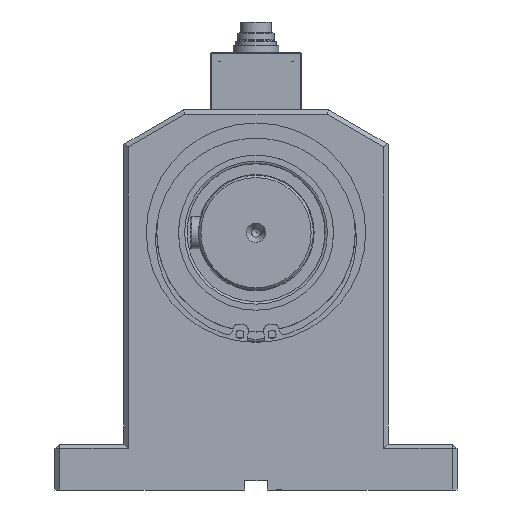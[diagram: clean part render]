
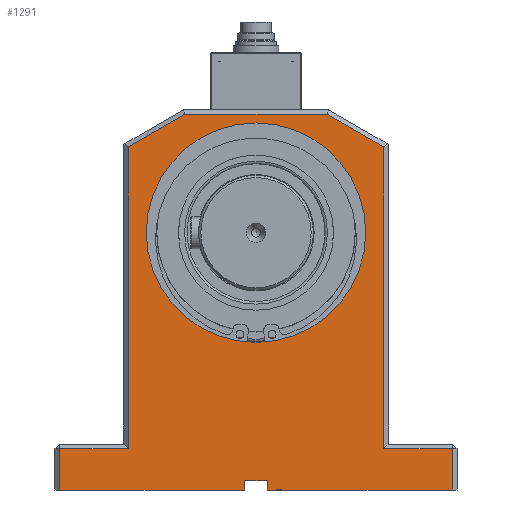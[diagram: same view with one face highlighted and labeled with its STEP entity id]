
A CAD part, front view. The second image highlights one B-rep face of the part: STEP entity #1291.
In plain terms, the highlighted planar face has unit normal (0, -1, 0).
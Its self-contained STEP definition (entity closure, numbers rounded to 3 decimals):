
#1291 = ADVANCED_FACE( '', ( #2622, #2623 ), #2624, .T. );
#2622 = FACE_OUTER_BOUND( '', #4397, .T. );
#2623 = FACE_BOUND( '', #4398, .T. );
#2624 = PLANE( '', #4399 );
#4397 = EDGE_LOOP( '', ( #6515, #6516, #6517, #6518, #6519, #6520, #6521, #6522, #6523, #6524, #6525, #6526, #6527, #6528 ) );
#4398 = EDGE_LOOP( '', ( #6529 ) );
#4399 = AXIS2_PLACEMENT_3D( '', #6530, #6531, #6532 );
#6515 = ORIENTED_EDGE( '', *, *, #9495, .F. );
#6516 = ORIENTED_EDGE( '', *, *, #9104, .T. );
#6517 = ORIENTED_EDGE( '', *, *, #9426, .T. );
#6518 = ORIENTED_EDGE( '', *, *, #9165, .T. );
#6519 = ORIENTED_EDGE( '', *, *, #9496, .T. );
#6520 = ORIENTED_EDGE( '', *, *, #9497, .T. );
#6521 = ORIENTED_EDGE( '', *, *, #9498, .T. );
#6522 = ORIENTED_EDGE( '', *, *, #9350, .T. );
#6523 = ORIENTED_EDGE( '', *, *, #9499, .T. );
#6524 = ORIENTED_EDGE( '', *, *, #9500, .T. );
#6525 = ORIENTED_EDGE( '', *, *, #9501, .F. );
#6526 = ORIENTED_EDGE( '', *, *, #9502, .F. );
#6527 = ORIENTED_EDGE( '', *, *, #9503, .F. );
#6528 = ORIENTED_EDGE( '', *, *, #9504, .F. );
#6529 = ORIENTED_EDGE( '', *, *, #9505, .T. );
#6530 = CARTESIAN_POINT( '', ( 135.823, 0., 201.584 ) );
#6531 = DIRECTION( '', ( 0., -1., 0. ) );
#6532 = DIRECTION( '', ( 0., 0., -1. ) );
#9104 = EDGE_CURVE( '', #10342, #10339, #10343, .T. );
#9165 = EDGE_CURVE( '', #10439, #10444, #10446, .T. );
#9350 = EDGE_CURVE( '', #10743, #10748, #10750, .T. );
#9426 = EDGE_CURVE( '', #10339, #10439, #10875, .T. );
#9495 = EDGE_CURVE( '', #10342, #10986, #10987, .T. );
#9496 = EDGE_CURVE( '', #10444, #10988, #10989, .T. );
#9497 = EDGE_CURVE( '', #10988, #10990, #10991, .T. );
#9498 = EDGE_CURVE( '', #10990, #10743, #10992, .T. );
#9499 = EDGE_CURVE( '', #10748, #10993, #10994, .T. );
#9500 = EDGE_CURVE( '', #10993, #10995, #10996, .T. );
#9501 = EDGE_CURVE( '', #10997, #10995, #10998, .T. );
#9502 = EDGE_CURVE( '', #10999, #10997, #11000, .T. );
#9503 = EDGE_CURVE( '', #11001, #10999, #11002, .T. );
#9504 = EDGE_CURVE( '', #10986, #11001, #11003, .T. );
#9505 = EDGE_CURVE( '', #11004, #11004, #11005, .T. );
#10339 = VERTEX_POINT( '', #12127 );
#10342 = VERTEX_POINT( '', #12131 );
#10343 = LINE( '', #12132, #12133 );
#10439 = VERTEX_POINT( '', #12248 );
#10444 = VERTEX_POINT( '', #12255 );
#10446 = LINE( '', #12258, #12259 );
#10743 = VERTEX_POINT( '', #12672 );
#10748 = VERTEX_POINT( '', #12679 );
#10750 = LINE( '', #12682, #12683 );
#10875 = LINE( '', #12830, #12831 );
#10986 = VERTEX_POINT( '', #12972 );
#10987 = LINE( '', #12973, #12974 );
#10988 = VERTEX_POINT( '', #12975 );
#10989 = LINE( '', #12976, #12977 );
#10990 = VERTEX_POINT( '', #12978 );
#10991 = LINE( '', #12979, #12980 );
#10992 = LINE( '', #12981, #12982 );
#10993 = VERTEX_POINT( '', #12983 );
#10994 = LINE( '', #12984, #12985 );
#10995 = VERTEX_POINT( '', #12986 );
#10996 = LINE( '', #12987, #12988 );
#10997 = VERTEX_POINT( '', #12989 );
#10998 = LINE( '', #12990, #12991 );
#10999 = VERTEX_POINT( '', #12992 );
#11000 = LINE( '', #12993, #12994 );
#11001 = VERTEX_POINT( '', #12995 );
#11002 = LINE( '', #12996, #12997 );
#11003 = LINE( '', #12998, #12999 );
#11004 = VERTEX_POINT( '', #13000 );
#11005 = CIRCLE( '', #13001, 47.75 );
#12127 = CARTESIAN_POINT( '', ( 278.823, 0., 69.084 ) );
#12131 = CARTESIAN_POINT( '', ( 278.823, 0., 51.084 ) );
#12132 = CARTESIAN_POINT( '', ( 278.823, 0., 71.084 ) );
#12133 = VECTOR( '', #14516, 1000. );
#12248 = CARTESIAN_POINT( '', ( 248.823, 0., 69.084 ) );
#12255 = CARTESIAN_POINT( '', ( 248.823, 0., 200.429 ) );
#12258 = CARTESIAN_POINT( '', ( 248.823, 0., 201.584 ) );
#12259 = VECTOR( '', #14609, 1000. );
#12672 = CARTESIAN_POINT( '', ( 137.823, 0., 200.429 ) );
#12679 = CARTESIAN_POINT( '', ( 137.823, 0., 69.084 ) );
#12682 = CARTESIAN_POINT( '', ( 137.823, 0., 71.084 ) );
#12683 = VECTOR( '', #14863, 1000. );
#12830 = CARTESIAN_POINT( '', ( 250.823, 0., 69.084 ) );
#12831 = VECTOR( '', #14991, 1000. );
#12972 = CARTESIAN_POINT( '', ( 198.323, 0., 51.084 ) );
#12973 = CARTESIAN_POINT( '', ( 198.323, 0., 51.084 ) );
#12974 = VECTOR( '', #15083, 1000. );
#12975 = CARTESIAN_POINT( '', ( 224.306, 0., 214.584 ) );
#12976 = CARTESIAN_POINT( '', ( 223.842, 0., 214.852 ) );
#12977 = VECTOR( '', #15084, 1000. );
#12978 = CARTESIAN_POINT( '', ( 162.34, 0., 214.584 ) );
#12979 = CARTESIAN_POINT( '', ( 161.804, 0., 214.584 ) );
#12980 = VECTOR( '', #15085, 1000. );
#12981 = CARTESIAN_POINT( '', ( 136.823, 0., 199.852 ) );
#12982 = VECTOR( '', #15086, 1000. );
#12983 = CARTESIAN_POINT( '', ( 107.823, 0., 69.084 ) );
#12984 = CARTESIAN_POINT( '', ( 105.823, 0., 69.084 ) );
#12985 = VECTOR( '', #15087, 1000. );
#12986 = CARTESIAN_POINT( '', ( 107.823, 0., 51.084 ) );
#12987 = CARTESIAN_POINT( '', ( 107.823, 0., 51.084 ) );
#12988 = VECTOR( '', #15088, 1000. );
#12989 = CARTESIAN_POINT( '', ( 188.323, 0., 51.084 ) );
#12990 = CARTESIAN_POINT( '', ( 105.823, 0., 51.084 ) );
#12991 = VECTOR( '', #15089, 1000. );
#12992 = CARTESIAN_POINT( '', ( 188.323, 0., 55.184 ) );
#12993 = CARTESIAN_POINT( '', ( 188.323, 0., 55.184 ) );
#12994 = VECTOR( '', #15090, 1000. );
#12995 = CARTESIAN_POINT( '', ( 198.323, 0., 55.184 ) );
#12996 = CARTESIAN_POINT( '', ( 188.323, 0., 55.184 ) );
#12997 = VECTOR( '', #15091, 1000. );
#12998 = CARTESIAN_POINT( '', ( 198.323, 0., 55.184 ) );
#12999 = VECTOR( '', #15092, 1000. );
#13000 = CARTESIAN_POINT( '', ( 241.073, 0., 163.084 ) );
#13001 = AXIS2_PLACEMENT_3D( '', #15093, #15094, #15095 );
#14516 = DIRECTION( '', ( 0., 0., 1. ) );
#14609 = DIRECTION( '', ( 0., 0., 1. ) );
#14863 = DIRECTION( '', ( 0., 0., -1. ) );
#14991 = DIRECTION( '', ( -1., 0., 0. ) );
#15083 = DIRECTION( '', ( -1., 0., 0. ) );
#15084 = DIRECTION( '', ( -0.866, 0., 0.5 ) );
#15085 = DIRECTION( '', ( -1., 0., 0. ) );
#15086 = DIRECTION( '', ( -0.866, 0., -0.5 ) );
#15087 = DIRECTION( '', ( -1., 0., 0. ) );
#15088 = DIRECTION( '', ( 0., 0., -1. ) );
#15089 = DIRECTION( '', ( -1., 0., 0. ) );
#15090 = DIRECTION( '', ( 0., 0., -1. ) );
#15091 = DIRECTION( '', ( -1., 0., 0. ) );
#15092 = DIRECTION( '', ( 0., 0., 1. ) );
#15093 = CARTESIAN_POINT( '', ( 193.323, 0., 163.084 ) );
#15094 = DIRECTION( '', ( 0., 1., 0. ) );
#15095 = DIRECTION( '', ( 1., 0., 0. ) );
